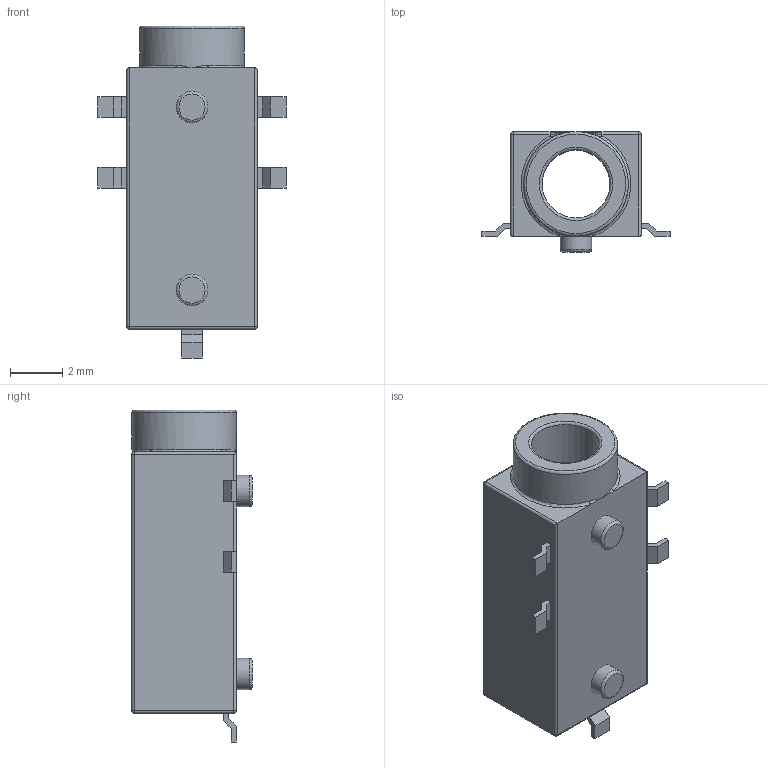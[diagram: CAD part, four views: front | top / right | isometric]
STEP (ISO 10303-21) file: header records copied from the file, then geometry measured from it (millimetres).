
FILE_DESCRIPTION(/* description */ (''),/* implementation_level */ '2;1');
FILE_NAME(/* name */ '2.5mm TRRS SMD Socket v3.step',/* time_stamp */ '2021-07-19T15:55:49-05:00',/* author */ (''),/* organization */ (''),/* preprocessor_version */ 'ST-DEVELOPER v18.1',/* originating_system */ 'Autodesk Translation Framework v10.9.0.1377',/* authorisation */ '');
FILE_SCHEMA (('AUTOMOTIVE_DESIGN { 1 0 10303 214 3 1 1 }'));
Length unit declared in the file: millimetre
Products named in the file (1): 2.5mm TRRS SMD Socket
Bounding box: 7.2 x 4.6 x 12.7 mm (x, y, z)
Volume: 160.6 mm3; surface area: 337.6 mm2
Topology: 6 solids, 6 shells, 99 faces, 227 edges, 140 vertices
Faces by surface type: plane 60, cylinder 16, bspline 10, torus 7, sphere 6
Full cylindrical faces by diameter (mm): 1.2 x2, 2.6 x1, 4 x1
Entity records: 3423 total; most frequent: CARTESIAN_POINT 1177, ORIENTED_EDGE 450, DIRECTION 444, EDGE_CURVE 225, LINE 154, VECTOR 154, AXIS2_PLACEMENT_3D 145, VERTEX_POINT 140
